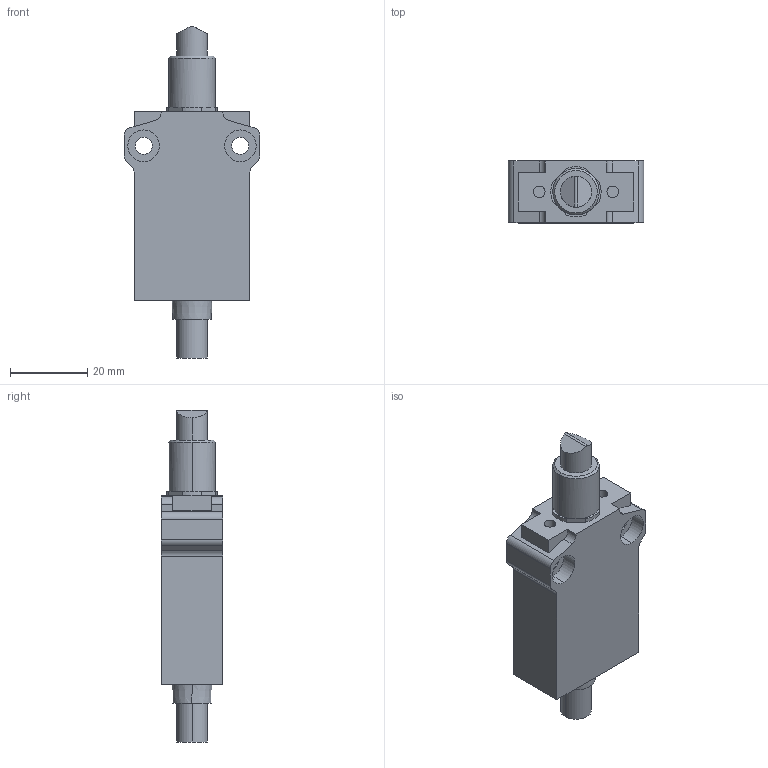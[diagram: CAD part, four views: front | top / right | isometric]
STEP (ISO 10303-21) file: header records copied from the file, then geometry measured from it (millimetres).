
FILE_DESCRIPTION (( 'STEP AP203' ), '1' );
FILE_NAME ('AEM2G18Z11-3_Default.step', '2022-04-01T15:31:33', ( 'Windows User' ), ( '' ), 'SwSTEP 2.0', 'SolidWorks 2021', '' );
FILE_SCHEMA (( 'CONFIG_CONTROL_DESIGN' ));
Length unit declared in the file: inch
Products named in the file (1): AEM2G18Z11-3_Default
Bounding box: 35 x 16 x 85.9 mm (x, y, z)
Volume: 25336.1 mm3; surface area: 8781.6 mm2
Topology: 3 solids, 3 shells, 103 faces, 255 edges, 168 vertices
Faces by surface type: plane 49, cylinder 45, cone 9
Entity records: 3180 total; most frequent: CARTESIAN_POINT 573, DIRECTION 551, ORIENTED_EDGE 510, EDGE_CURVE 255, AXIS2_PLACEMENT_3D 206, VERTEX_POINT 168, LINE 139, VECTOR 139
